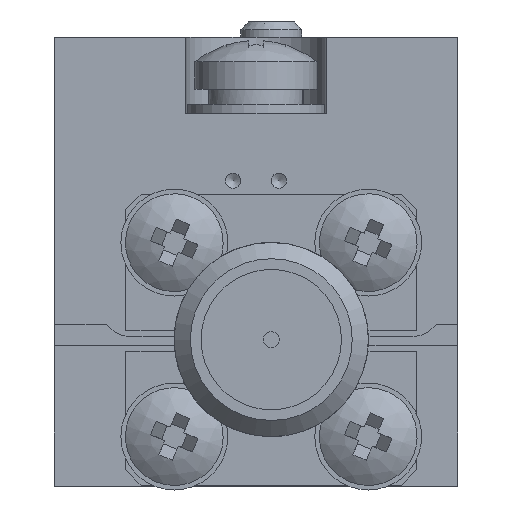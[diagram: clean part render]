
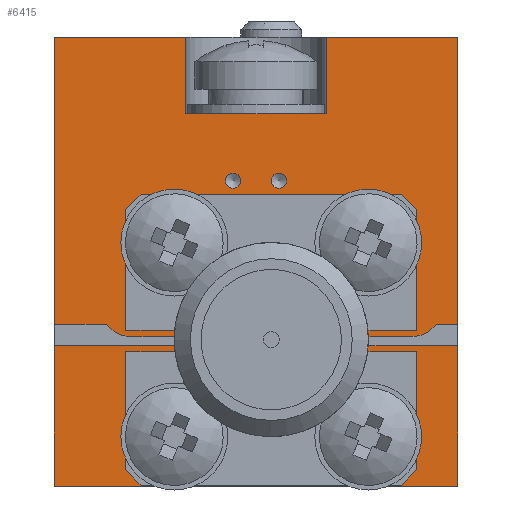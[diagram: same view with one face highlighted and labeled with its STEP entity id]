
A CAD part, left-side view. The second image highlights one B-rep face of the part: STEP entity #6415.
In plain terms, the highlighted planar face has unit normal (-1, 0, 0).
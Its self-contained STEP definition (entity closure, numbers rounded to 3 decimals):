
#6415=ADVANCED_FACE('',(#19089,#19091,#19093,#19095,#19097,#19099,#19101),#19103,
.F.);
#19089=FACE_BOUND('',#19090,.T.);
#19090=EDGE_LOOP('',(#32361,#32362,#32363,#32364,#32365,#32366,#32367,#32368,#32369,
#32370,#32371,#32372,#32373,#32374,#32375,#32376,#32377,#32378,#32379,#32380));
#19091=FACE_BOUND('',#19092,.T.);
#19092=EDGE_LOOP('',(#32381));
#19093=FACE_BOUND('',#19094,.T.);
#19094=EDGE_LOOP('',(#32382));
#19095=FACE_BOUND('',#19096,.T.);
#19096=EDGE_LOOP('',(#32383));
#19097=FACE_BOUND('',#19098,.T.);
#19098=EDGE_LOOP('',(#32384));
#19099=FACE_BOUND('',#19100,.T.);
#19100=EDGE_LOOP('',(#32385));
#19101=FACE_BOUND('',#19102,.T.);
#19102=EDGE_LOOP('',(#32386));
#19103=PLANE('',#19104);
#19104=AXIS2_PLACEMENT_3D('',#19105,#19106,#19107);
#19105=CARTESIAN_POINT('',(-27.5,6.6,14.7));
#19106=DIRECTION('',(1.,0.,-0.));
#19107=DIRECTION('',(0.,1.,0.));
#32361=ORIENTED_EDGE('',*,*,#38500,.F.);
#32362=ORIENTED_EDGE('',*,*,#38501,.F.);
#32363=ORIENTED_EDGE('',*,*,#38502,.F.);
#32364=ORIENTED_EDGE('',*,*,#38503,.T.);
#32365=ORIENTED_EDGE('',*,*,#38504,.F.);
#32366=ORIENTED_EDGE('',*,*,#38479,.T.);
#32367=ORIENTED_EDGE('',*,*,#38505,.F.);
#32368=ORIENTED_EDGE('',*,*,#38506,.F.);
#32369=ORIENTED_EDGE('',*,*,#38507,.F.);
#32370=ORIENTED_EDGE('',*,*,#38508,.F.);
#32371=ORIENTED_EDGE('',*,*,#38509,.F.);
#32372=ORIENTED_EDGE('',*,*,#38475,.T.);
#32373=ORIENTED_EDGE('',*,*,#38510,.T.);
#32374=ORIENTED_EDGE('',*,*,#38115,.F.);
#32375=ORIENTED_EDGE('',*,*,#38511,.F.);
#32376=ORIENTED_EDGE('',*,*,#38512,.F.);
#32377=ORIENTED_EDGE('',*,*,#38513,.F.);
#32378=ORIENTED_EDGE('',*,*,#38514,.F.);
#32379=ORIENTED_EDGE('',*,*,#38515,.F.);
#32380=ORIENTED_EDGE('',*,*,#38111,.F.);
#32381=ORIENTED_EDGE('',*,*,#37720,.F.);
#32382=ORIENTED_EDGE('',*,*,#37722,.F.);
#32383=ORIENTED_EDGE('',*,*,#37724,.F.);
#32384=ORIENTED_EDGE('',*,*,#37726,.F.);
#32385=ORIENTED_EDGE('',*,*,#37728,.F.);
#32386=ORIENTED_EDGE('',*,*,#37730,.F.);
#37720=EDGE_CURVE('',#41804,#41804,#41805,.T.);
#37722=EDGE_CURVE('',#41808,#41808,#41809,.T.);
#37724=EDGE_CURVE('',#41812,#41812,#41813,.T.);
#37726=EDGE_CURVE('',#41816,#41816,#41817,.T.);
#37728=EDGE_CURVE('',#41820,#41820,#41821,.T.);
#37730=EDGE_CURVE('',#41824,#41824,#41825,.T.);
#38111=EDGE_CURVE('',#42585,#42587,#42588,.T.);
#38115=EDGE_CURVE('',#42593,#42595,#42596,.T.);
#38475=EDGE_CURVE('',#43311,#43309,#43312,.T.);
#38479=EDGE_CURVE('',#43319,#43317,#43320,.T.);
#38500=EDGE_CURVE('',#43360,#42585,#43361,.T.);
#38501=EDGE_CURVE('',#43362,#43360,#43363,.T.);
#38502=EDGE_CURVE('',#43364,#43362,#43365,.T.);
#38503=EDGE_CURVE('',#43364,#43366,#43367,.T.);
#38504=EDGE_CURVE('',#43319,#43366,#43368,.T.);
#38505=EDGE_CURVE('',#43369,#43317,#43370,.T.);
#38506=EDGE_CURVE('',#43371,#43369,#43372,.T.);
#38507=EDGE_CURVE('',#43373,#43371,#43374,.T.);
#38508=EDGE_CURVE('',#43375,#43373,#43376,.T.);
#38509=EDGE_CURVE('',#43311,#43375,#43377,.T.);
#38510=EDGE_CURVE('',#43309,#42595,#43378,.T.);
#38511=EDGE_CURVE('',#43379,#42593,#43380,.T.);
#38512=EDGE_CURVE('',#43381,#43379,#43382,.T.);
#38513=EDGE_CURVE('',#43383,#43381,#43384,.T.);
#38514=EDGE_CURVE('',#43385,#43383,#43386,.T.);
#38515=EDGE_CURVE('',#42587,#43385,#43387,.T.);
#41804=VERTEX_POINT('',#53651);
#41805=CIRCLE('',#53652,0.25);
#41808=VERTEX_POINT('',#53762);
#41809=CIRCLE('',#53763,0.25);
#41812=VERTEX_POINT('',#53873);
#41813=CIRCLE('',#53874,0.625);
#41816=VERTEX_POINT('',#53984);
#41817=CIRCLE('',#53985,0.625);
#41820=VERTEX_POINT('',#54095);
#41821=CIRCLE('',#54096,0.625);
#41824=VERTEX_POINT('',#54206);
#41825=CIRCLE('',#54207,0.625);
#42585=VERTEX_POINT('',#57770);
#42587=VERTEX_POINT('',#57774);
#42588=LINE('',#57775,#57776);
#42593=VERTEX_POINT('',#57786);
#42595=VERTEX_POINT('',#57790);
#42596=LINE('',#57791,#57792);
#43309=VERTEX_POINT('',#63851);
#43311=VERTEX_POINT('',#63855);
#43312=LINE('',#63856,#63857);
#43317=VERTEX_POINT('',#63867);
#43319=VERTEX_POINT('',#63871);
#43320=LINE('',#63872,#63873);
#43360=VERTEX_POINT('',#63954);
#43361=LINE('',#63955,#63956);
#43362=VERTEX_POINT('',#63958);
#43363=LINE('',#63959,#63960);
#43364=VERTEX_POINT('',#63962);
#43365=LINE('',#63963,#63964);
#43366=VERTEX_POINT('',#63966);
#43367=LINE('',#63967,#63968);
#43368=LINE('',#63970,#63971);
#43369=VERTEX_POINT('',#63973);
#43370=LINE('',#63974,#63975);
#43371=VERTEX_POINT('',#63977);
#43372=CIRCLE('',#63978,1.);
#43373=VERTEX_POINT('',#63982);
#43374=LINE('',#63983,#63984);
#43375=VERTEX_POINT('',#63986);
#43376=LINE('',#63987,#63988);
#43377=LINE('',#63990,#63991);
#43378=LINE('',#63993,#63994);
#43379=VERTEX_POINT('',#63996);
#43380=LINE('',#63997,#63998);
#43381=VERTEX_POINT('',#64000);
#43382=LINE('',#64001,#64002);
#43383=VERTEX_POINT('',#64004);
#43384=LINE('',#64005,#64006);
#43385=VERTEX_POINT('',#64008);
#43386=CIRCLE('',#64009,1.);
#43387=LINE('',#64013,#64014);
#53651=CARTESIAN_POINT('',(-27.5,-0.75,10.25));
#53652=AXIS2_PLACEMENT_3D('',#53653,#53654,#53655);
#53653=CARTESIAN_POINT('',(-27.5,-0.75,10.));
#53654=DIRECTION('',(-1.,0.,0.));
#53655=DIRECTION('',(-0.,0.,-1.));
#53762=CARTESIAN_POINT('',(-27.5,0.75,10.25));
#53763=AXIS2_PLACEMENT_3D('',#53764,#53765,#53766);
#53764=CARTESIAN_POINT('',(-27.5,0.75,10.));
#53765=DIRECTION('',(-1.,0.,0.));
#53766=DIRECTION('',(-0.,0.,-1.));
#53873=CARTESIAN_POINT('',(-27.5,2.675,8.6));
#53874=AXIS2_PLACEMENT_3D('',#53875,#53876,#53877);
#53875=CARTESIAN_POINT('',(-27.5,2.675,7.975));
#53876=DIRECTION('',(-1.,0.,0.));
#53877=DIRECTION('',(-0.,0.,-1.));
#53984=CARTESIAN_POINT('',(-27.5,-3.675,8.6));
#53985=AXIS2_PLACEMENT_3D('',#53986,#53987,#53988);
#53986=CARTESIAN_POINT('',(-27.5,-3.675,7.975));
#53987=DIRECTION('',(-1.,0.,0.));
#53988=DIRECTION('',(-0.,0.,-1.));
#54095=CARTESIAN_POINT('',(-27.5,-3.675,2.25));
#54096=AXIS2_PLACEMENT_3D('',#54097,#54098,#54099);
#54097=CARTESIAN_POINT('',(-27.5,-3.675,1.625));
#54098=DIRECTION('',(-1.,0.,0.));
#54099=DIRECTION('',(-0.,0.,-1.));
#54206=CARTESIAN_POINT('',(-27.5,2.675,2.25));
#54207=AXIS2_PLACEMENT_3D('',#54208,#54209,#54210);
#54208=CARTESIAN_POINT('',(-27.5,2.675,1.625));
#54209=DIRECTION('',(-1.,0.,0.));
#54210=DIRECTION('',(-0.,0.,-1.));
#57770=CARTESIAN_POINT('',(-27.5,-6.6,14.7));
#57774=CARTESIAN_POINT('',(-27.5,-6.6,5.3));
#57775=CARTESIAN_POINT('',(-27.5,-6.6,14.7));
#57776=VECTOR('',#57777,1.);
#57777=DIRECTION('',(0.,0.,-1.));
#57786=CARTESIAN_POINT('',(-27.5,-6.6,4.6));
#57790=CARTESIAN_POINT('',(-27.5,-6.6,0.));
#57791=CARTESIAN_POINT('',(-27.5,-6.6,4.6));
#57792=VECTOR('',#57793,1.);
#57793=DIRECTION('',(0.,0.,-1.));
#63851=CARTESIAN_POINT('',(-27.5,6.6,0.));
#63855=CARTESIAN_POINT('',(-27.5,6.6,4.6));
#63856=CARTESIAN_POINT('',(-27.5,6.6,4.6));
#63857=VECTOR('',#63858,1.);
#63858=DIRECTION('',(0.,0.,-1.));
#63867=CARTESIAN_POINT('',(-27.5,6.6,5.3));
#63871=CARTESIAN_POINT('',(-27.5,6.6,14.7));
#63872=CARTESIAN_POINT('',(-27.5,6.6,14.7));
#63873=VECTOR('',#63874,1.);
#63874=DIRECTION('',(0.,0.,-1.));
#63954=CARTESIAN_POINT('',(-27.5,-2.3,14.7));
#63955=CARTESIAN_POINT('',(-27.5,-2.3,14.7));
#63956=VECTOR('',#63957,1.);
#63957=DIRECTION('',(0.,-1.,0.));
#63958=CARTESIAN_POINT('',(-27.5,-2.3,12.2));
#63959=CARTESIAN_POINT('',(-27.5,-2.3,12.2));
#63960=VECTOR('',#63961,1.);
#63961=DIRECTION('',(0.,0.,1.));
#63962=CARTESIAN_POINT('',(-27.5,2.3,12.2));
#63963=CARTESIAN_POINT('',(-27.5,2.3,12.2));
#63964=VECTOR('',#63965,1.);
#63965=DIRECTION('',(0.,-1.,0.));
#63966=CARTESIAN_POINT('',(-27.5,2.3,14.7));
#63967=CARTESIAN_POINT('',(-27.5,2.3,12.2));
#63968=VECTOR('',#63969,1.);
#63969=DIRECTION('',(0.,0.,1.));
#63970=CARTESIAN_POINT('',(-27.5,6.6,14.7));
#63971=VECTOR('',#63972,1.);
#63972=DIRECTION('',(0.,-1.,0.));
#63973=CARTESIAN_POINT('',(-27.5,4.9,5.3));
#63974=CARTESIAN_POINT('',(-27.5,4.9,5.3));
#63975=VECTOR('',#63976,1.);
#63976=DIRECTION('',(0.,1.,0.));
#63977=CARTESIAN_POINT('',(-27.5,4.1,4.9));
#63978=AXIS2_PLACEMENT_3D('',#63979,#63980,#63981);
#63979=CARTESIAN_POINT('',(-27.5,4.1,5.9));
#63980=DIRECTION('',(1.,0.,0.));
#63981=DIRECTION('',(0.,0.,-1.));
#63982=CARTESIAN_POINT('',(-27.5,2.6,4.9));
#63983=CARTESIAN_POINT('',(-27.5,2.6,4.9));
#63984=VECTOR('',#63985,1.);
#63985=DIRECTION('',(0.,1.,0.));
#63986=CARTESIAN_POINT('',(-27.5,2.6,4.6));
#63987=CARTESIAN_POINT('',(-27.5,2.6,4.6));
#63988=VECTOR('',#63989,1.);
#63989=DIRECTION('',(0.,0.,1.));
#63990=CARTESIAN_POINT('',(-27.5,6.6,4.6));
#63991=VECTOR('',#63992,1.);
#63992=DIRECTION('',(0.,-1.,0.));
#63993=CARTESIAN_POINT('',(-27.5,6.6,0.));
#63994=VECTOR('',#63995,1.);
#63995=DIRECTION('',(0.,-1.,0.));
#63996=CARTESIAN_POINT('',(-27.5,-3.6,4.6));
#63997=CARTESIAN_POINT('',(-27.5,-3.6,4.6));
#63998=VECTOR('',#63999,1.);
#63999=DIRECTION('',(0.,-1.,0.));
#64000=CARTESIAN_POINT('',(-27.5,-3.6,4.9));
#64001=CARTESIAN_POINT('',(-27.5,-3.6,4.9));
#64002=VECTOR('',#64003,1.);
#64003=DIRECTION('',(0.,0.,-1.));
#64004=CARTESIAN_POINT('',(-27.5,-5.1,4.9));
#64005=CARTESIAN_POINT('',(-27.5,-5.1,4.9));
#64006=VECTOR('',#64007,1.);
#64007=DIRECTION('',(0.,1.,0.));
#64008=CARTESIAN_POINT('',(-27.5,-5.9,5.3));
#64009=AXIS2_PLACEMENT_3D('',#64010,#64011,#64012);
#64010=CARTESIAN_POINT('',(-27.5,-5.1,5.9));
#64011=DIRECTION('',(1.,0.,0.));
#64012=DIRECTION('',(0.,-0.8,-0.6));
#64013=CARTESIAN_POINT('',(-27.5,-6.6,5.3));
#64014=VECTOR('',#64015,1.);
#64015=DIRECTION('',(0.,1.,0.));
